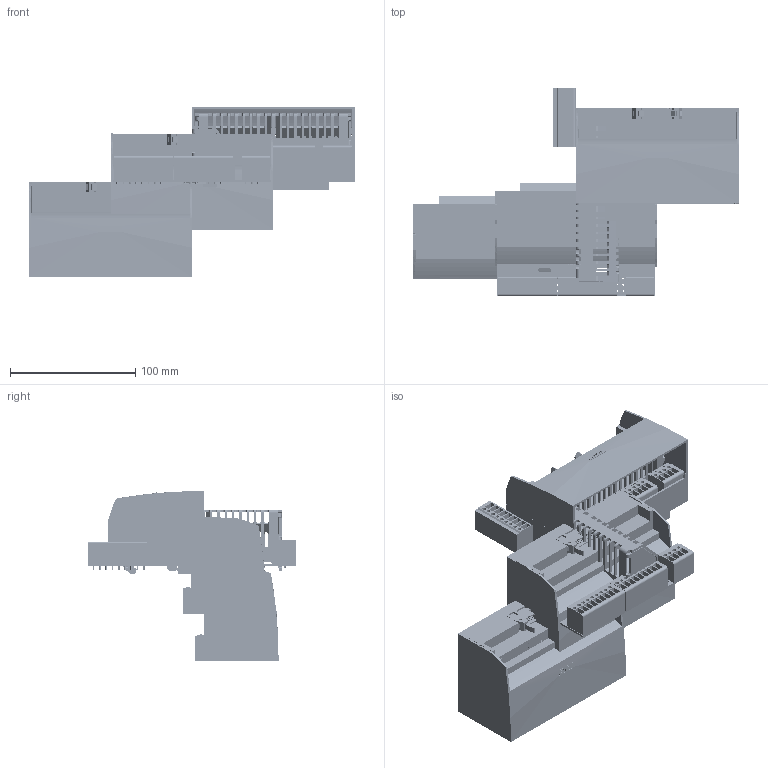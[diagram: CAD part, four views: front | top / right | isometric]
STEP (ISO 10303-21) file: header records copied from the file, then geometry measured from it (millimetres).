
FILE_DESCRIPTION( ( 'Unknown' ), '1' );
FILE_NAME( '6es79240bf200ba0_001_stp.stp', 'Unknown', ( 'Unknown' ), ( 'Unknown' ), 'PSStep 13.0', 'Unknown', ' ' );
FILE_SCHEMA( ( 'AUTOMOTIVE_DESIGN { 1 0 10303 214 1 1 1 1 }' ) );
Length unit declared in the file: millimetre
Products named in the file (69): 6es79240bf200ba0_001; Motherboard-G4_TPoo-oa1_0; Device_G4-TPoo-oa2_0; Assem1; PCB-G4-TPoo_1; PHX FRONT 2,5-V Block 9_1; PHX FRONT 2,5-V Block 9-oa0_0; FCI-71918-116BLF_8; PHX FRONT 2,5-V -Block 4+0+0_2; C98130-A7800-C131_1; C98130-A7800-C035-2mm; C98130-A7800-C032_6; C98130-A7800-C033_5; SIEMENS-Kleber-17x4,5_15; C98130-A7800-X493_0
Bounding box: 260 x 166.5 x 136 mm (x, y, z)
Volume: 842157.9 mm3; surface area: 627476.5 mm2
Topology: 210 solids, 210 shells, 8901 faces, 25041 edges, 16856 vertices
Faces by surface type: plane 6094, cylinder 2393, extrusion 382, bspline 32
Full cylindrical faces by diameter (mm): 0.5 x10, 1.02 x80, 1.2 x10, 1.3 x220, 1.4 x360, 3 x110, 4 x8
Entity records: 96667 total; most frequent: CARTESIAN_POINT 22049, ORIENTED_EDGE 11696, DIRECTION 11052, EDGE_CURVE 5848, VECTOR 4616, LINE 4490, VERTEX_POINT 3996, AXIS2_PLACEMENT_3D 3218
